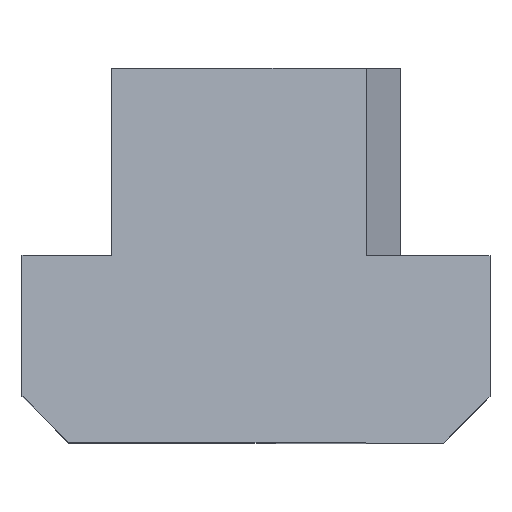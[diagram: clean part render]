
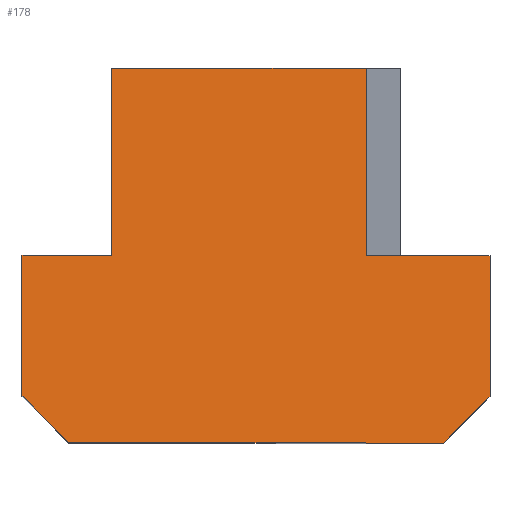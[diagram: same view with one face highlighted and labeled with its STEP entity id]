
A CAD part, top view. The second image highlights one B-rep face of the part: STEP entity #178.
In plain terms, the highlighted planar face has unit normal (0.574, 0, 0.819).
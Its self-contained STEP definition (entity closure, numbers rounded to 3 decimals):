
#108=VERTEX_POINT('',#274);
#110=VERTEX_POINT('',#276);
#112=VERTEX_POINT('',#278);
#114=VERTEX_POINT('',#280);
#124=EDGE_CURVE('',#114,#200,#291,.T.);
#150=VERTEX_POINT('',#319);
#160=EDGE_CURVE('',#204,#208,#330,.T.);
#162=EDGE_CURVE('',#150,#110,#332,.T.);
#170=EDGE_CURVE('',#228,#190,#342,.T.);
#172=EDGE_CURVE('',#228,#110,#344,.T.);
#174=EDGE_CURVE('',#112,#204,#346,.T.);
#178=ADVANCED_FACE('',(#350),#351,.F.);
#190=VERTEX_POINT('',#365);
#192=EDGE_CURVE('',#200,#150,#367,.T.);
#200=VERTEX_POINT('',#375);
#204=VERTEX_POINT('',#380);
#208=VERTEX_POINT('',#384);
#216=EDGE_CURVE('',#108,#114,#394,.T.);
#224=EDGE_CURVE('',#190,#112,#402,.T.);
#228=VERTEX_POINT('',#406);
#230=EDGE_CURVE('',#208,#108,#408,.T.);
#274=CARTESIAN_POINT('',(-17.5,-10.5,25.438));
#276=CARTESIAN_POINT('',(8.245,14.0,7.412));
#278=CARTESIAN_POINT('',(17.5,-10.5,0.931));
#280=CARTESIAN_POINT('',(-17.5,0.,25.438));
#291=LINE('',#471,#472);
#319=CARTESIAN_POINT('',(-10.8,14.0,20.747));
#330=LINE('',#532,#533);
#332=LINE('',#536,#537);
#342=LINE('',#548,#549);
#344=LINE('',#552,#553);
#346=LINE('',#556,#557);
#350=FACE_OUTER_BOUND('',#563,.T.);
#351=PLANE('',#564);
#365=CARTESIAN_POINT('',(17.5,0.0,0.931));
#367=LINE('',#583,#584);
#375=CARTESIAN_POINT('',(-10.8,0.,20.747));
#380=CARTESIAN_POINT('',(14.0,-14.0,3.381));
#384=CARTESIAN_POINT('',(-14.0,-14.0,22.987));
#394=LINE('',#616,#617);
#402=LINE('',#630,#631);
#406=CARTESIAN_POINT('',(8.245,0.,7.412));
#408=LINE('',#638,#639);
#471=CARTESIAN_POINT('',(-8.138,0.,18.882));
#472=VECTOR('',#687,1.);
#532=CARTESIAN_POINT('',(-9.211,-14.0,19.634));
#533=VECTOR('',#724,1.);
#536=CARTESIAN_POINT('',(-0.891,14.0,13.808));
#537=VECTOR('',#725,1.);
#548=CARTESIAN_POINT('',(1.357,0.,12.234));
#549=VECTOR('',#742,1.);
#552=CARTESIAN_POINT('',(8.245,7.5,7.412));
#553=VECTOR('',#743,1.0);
#556=CARTESIAN_POINT('',(8.542,-19.458,7.203));
#557=VECTOR('',#744,1.0);
#563=EDGE_LOOP('',(#747,#748,#749,#750,#751,#752,#753,#754,#755,#756));
#564=AXIS2_PLACEMENT_3D('',#757,#758,#759);
#583=CARTESIAN_POINT('',(-10.8,7.0,20.747));
#584=VECTOR('',#783,1.0);
#616=CARTESIAN_POINT('',(-17.5,0.,25.438));
#617=VECTOR('',#811,1.0);
#630=CARTESIAN_POINT('',(17.5,-5.25,0.931));
#631=VECTOR('',#814,1.0);
#638=CARTESIAN_POINT('',(-15.351,-12.649,23.933));
#639=VECTOR('',#815,1.0);
#687=DIRECTION('',(0.819,0.,-0.574));
#724=DIRECTION('',(-0.819,0.,0.574));
#725=DIRECTION('',(0.819,0.,-0.574));
#742=DIRECTION('',(0.819,0.,-0.574));
#743=DIRECTION('',(0.,1.0,0.));
#744=DIRECTION('',(-0.634,-0.634,0.444));
#747=ORIENTED_EDGE('',*,*,#170,.F.);
#748=ORIENTED_EDGE('',*,*,#172,.T.);
#749=ORIENTED_EDGE('',*,*,#162,.F.);
#750=ORIENTED_EDGE('',*,*,#192,.F.);
#751=ORIENTED_EDGE('',*,*,#124,.F.);
#752=ORIENTED_EDGE('',*,*,#216,.F.);
#753=ORIENTED_EDGE('',*,*,#230,.F.);
#754=ORIENTED_EDGE('',*,*,#160,.F.);
#755=ORIENTED_EDGE('',*,*,#174,.F.);
#756=ORIENTED_EDGE('',*,*,#224,.F.);
#757=CARTESIAN_POINT('',(0.0,0.,13.184));
#758=DIRECTION('',(-0.574,0.,-0.819));
#759=DIRECTION('',(0.819,0.,-0.574));
#783=DIRECTION('',(0.0,1.0,0.));
#811=DIRECTION('',(0.0,1.0,0.));
#814=DIRECTION('',(0.0,-1.0,0.));
#815=DIRECTION('',(-0.634,0.634,0.444));
